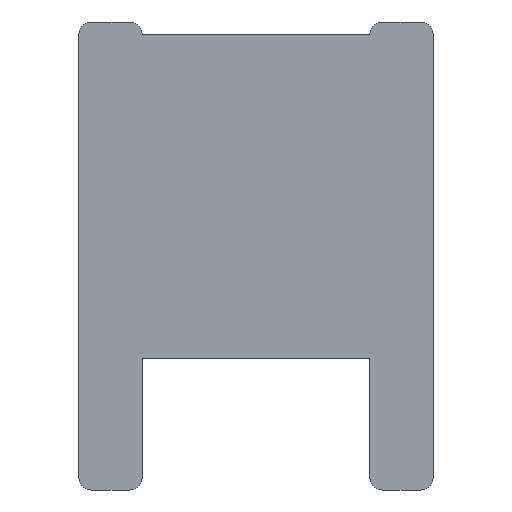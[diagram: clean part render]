
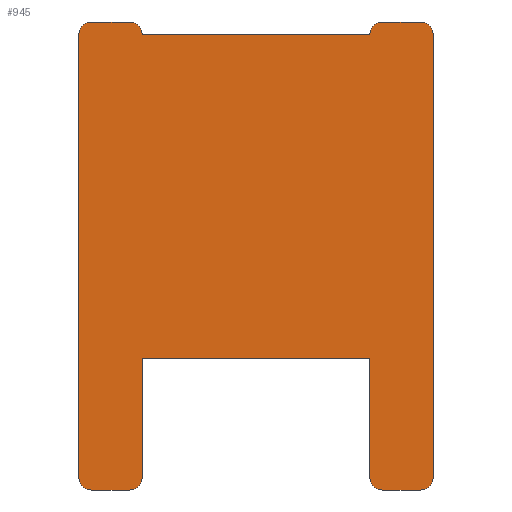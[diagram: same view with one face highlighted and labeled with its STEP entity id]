
A CAD part, front view. The second image highlights one B-rep face of the part: STEP entity #945.
In plain terms, the highlighted planar face has unit normal (0, -1, 0).
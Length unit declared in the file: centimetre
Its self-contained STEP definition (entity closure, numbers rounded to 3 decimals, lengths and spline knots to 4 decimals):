
#90=LINE('',#1380,#130);
#95=LINE('',#1453,#135);
#101=LINE('',#1795,#141);
#103=LINE('',#1915,#143);
#106=LINE('',#1956,#146);
#109=LINE('',#1969,#149);
#112=LINE('',#2002,#152);
#114=LINE('',#2007,#154);
#120=LINE('',#2348,#160);
#121=LINE('',#2442,#161);
#130=VECTOR('',#1139,1.);
#135=VECTOR('',#1160,1.);
#141=VECTOR('',#1208,1.);
#143=VECTOR('',#1214,1.);
#146=VECTOR('',#1229,1.);
#149=VECTOR('',#1242,1.);
#152=VECTOR('',#1251,1.);
#154=VECTOR('',#1257,1.);
#160=VECTOR('',#1305,1.);
#161=VECTOR('',#1308,1.);
#174=PLANE('',#1063);
#241=FACE_OUTER_BOUND('',#308,.T.);
#308=EDGE_LOOP('',(#850,#851,#852,#853,#854,#855,#856,#857,#858,#859,#860,
#861,#862,#863,#864,#865,#866,#867));
#339=CIRCLE('',#1004,0.127);
#345=CIRCLE('',#1012,0.127);
#351=CIRCLE('',#1020,0.127);
#352=CIRCLE('',#1022,0.127);
#361=CIRCLE('',#1043,0.127);
#367=CIRCLE('',#1051,0.127);
#373=CIRCLE('',#1059,0.127);
#374=CIRCLE('',#1061,0.127);
#399=VERTEX_POINT('',#1377);
#400=VERTEX_POINT('',#1379);
#409=VERTEX_POINT('',#1421);
#414=VERTEX_POINT('',#1451);
#416=VERTEX_POINT('',#1456);
#421=VERTEX_POINT('',#1620);
#427=VERTEX_POINT('',#1785);
#428=VERTEX_POINT('',#1786);
#429=VERTEX_POINT('',#1791);
#437=VERTEX_POINT('',#1953);
#438=VERTEX_POINT('',#1955);
#441=VERTEX_POINT('',#1965);
#443=VERTEX_POINT('',#1968);
#448=VERTEX_POINT('',#2006);
#450=VERTEX_POINT('',#2011);
#455=VERTEX_POINT('',#2175);
#461=VERTEX_POINT('',#2340);
#462=VERTEX_POINT('',#2344);
#491=EDGE_CURVE('',#399,#400,#90,.T.);
#508=EDGE_CURVE('',#409,#414,#95,.T.);
#510=EDGE_CURVE('',#416,#414,#339,.T.);
#520=EDGE_CURVE('',#409,#421,#345,.T.);
#531=EDGE_CURVE('',#427,#428,#351,.T.);
#534=EDGE_CURVE('',#400,#429,#352,.T.);
#536=EDGE_CURVE('',#421,#427,#101,.T.);
#542=EDGE_CURVE('',#416,#429,#103,.T.);
#552=EDGE_CURVE('',#438,#437,#106,.T.);
#558=EDGE_CURVE('',#441,#443,#109,.T.);
#565=EDGE_CURVE('',#438,#399,#112,.T.);
#567=EDGE_CURVE('',#448,#428,#114,.T.);
#570=EDGE_CURVE('',#450,#437,#361,.T.);
#580=EDGE_CURVE('',#448,#455,#367,.T.);
#591=EDGE_CURVE('',#461,#441,#373,.T.);
#593=EDGE_CURVE('',#443,#462,#374,.T.);
#595=EDGE_CURVE('',#455,#461,#120,.T.);
#599=EDGE_CURVE('',#450,#462,#121,.T.);
#850=ORIENTED_EDGE('',*,*,#591,.F.);
#851=ORIENTED_EDGE('',*,*,#595,.F.);
#852=ORIENTED_EDGE('',*,*,#580,.F.);
#853=ORIENTED_EDGE('',*,*,#567,.T.);
#854=ORIENTED_EDGE('',*,*,#531,.F.);
#855=ORIENTED_EDGE('',*,*,#536,.F.);
#856=ORIENTED_EDGE('',*,*,#520,.F.);
#857=ORIENTED_EDGE('',*,*,#508,.T.);
#858=ORIENTED_EDGE('',*,*,#510,.F.);
#859=ORIENTED_EDGE('',*,*,#542,.T.);
#860=ORIENTED_EDGE('',*,*,#534,.F.);
#861=ORIENTED_EDGE('',*,*,#491,.F.);
#862=ORIENTED_EDGE('',*,*,#565,.F.);
#863=ORIENTED_EDGE('',*,*,#552,.T.);
#864=ORIENTED_EDGE('',*,*,#570,.F.);
#865=ORIENTED_EDGE('',*,*,#599,.T.);
#866=ORIENTED_EDGE('',*,*,#593,.F.);
#867=ORIENTED_EDGE('',*,*,#558,.F.);
#945=ADVANCED_FACE('',(#241),#174,.T.);
#1004=AXIS2_PLACEMENT_3D('',#1458,#1164,#1165);
#1012=AXIS2_PLACEMENT_3D('',#1621,#1180,#1181);
#1020=AXIS2_PLACEMENT_3D('',#1787,#1197,#1198);
#1022=AXIS2_PLACEMENT_3D('',#1792,#1203,#1204);
#1043=AXIS2_PLACEMENT_3D('',#2013,#1262,#1263);
#1051=AXIS2_PLACEMENT_3D('',#2176,#1278,#1279);
#1059=AXIS2_PLACEMENT_3D('',#2341,#1295,#1296);
#1061=AXIS2_PLACEMENT_3D('',#2345,#1300,#1301);
#1063=AXIS2_PLACEMENT_3D('',#2441,#1306,#1307);
#1139=DIRECTION('',(0.,0.,-1.));
#1160=DIRECTION('',(0.,0.,-1.));
#1164=DIRECTION('center_axis',(0.,1.,0.));
#1165=DIRECTION('ref_axis',(-0.707,0.,-0.707));
#1180=DIRECTION('center_axis',(0.,1.,0.));
#1181=DIRECTION('ref_axis',(-0.707,0.,0.707));
#1197=DIRECTION('center_axis',(0.,1.,0.));
#1198=DIRECTION('ref_axis',(0.707,0.,0.707));
#1203=DIRECTION('center_axis',(0.,1.,0.));
#1204=DIRECTION('ref_axis',(0.707,0.,-0.707));
#1208=DIRECTION('',(1.,0.,0.));
#1214=DIRECTION('',(1.,0.,0.));
#1229=DIRECTION('',(0.,0.,-1.));
#1242=DIRECTION('',(0.,0.,-1.));
#1251=DIRECTION('',(-1.,0.,0.));
#1257=DIRECTION('',(-1.,0.,0.));
#1262=DIRECTION('center_axis',(0.,1.,0.));
#1263=DIRECTION('ref_axis',(-0.707,0.,-0.707));
#1278=DIRECTION('center_axis',(0.,1.,0.));
#1279=DIRECTION('ref_axis',(-0.707,0.,0.707));
#1295=DIRECTION('center_axis',(0.,1.,0.));
#1296=DIRECTION('ref_axis',(0.707,0.,0.707));
#1300=DIRECTION('center_axis',(0.,1.,0.));
#1301=DIRECTION('ref_axis',(0.707,0.,-0.707));
#1305=DIRECTION('',(1.,0.,0.));
#1306=DIRECTION('center_axis',(0.,-1.,0.));
#1307=DIRECTION('ref_axis',(0.,0.,-1.));
#1308=DIRECTION('',(1.,0.,0.));
#1377=CARTESIAN_POINT('',(-1.143,-0.635,-1.217));
#1379=CARTESIAN_POINT('',(-1.143,-0.635,-2.413));
#1380=CARTESIAN_POINT('',(-1.143,-0.635,2.157));
#1421=CARTESIAN_POINT('',(-1.778,-0.635,2.03));
#1451=CARTESIAN_POINT('',(-1.778,-0.635,-2.413));
#1453=CARTESIAN_POINT('',(-1.778,-0.635,2.157));
#1456=CARTESIAN_POINT('',(-1.651,-0.635,-2.54));
#1458=CARTESIAN_POINT('Origin',(-1.651,-0.635,-2.413));
#1620=CARTESIAN_POINT('',(-1.651,-0.635,2.157));
#1621=CARTESIAN_POINT('Origin',(-1.651,-0.635,2.03));
#1785=CARTESIAN_POINT('',(-1.27,-0.635,2.157));
#1786=CARTESIAN_POINT('',(-1.143,-0.635,2.03));
#1787=CARTESIAN_POINT('Origin',(-1.27,-0.635,2.03));
#1791=CARTESIAN_POINT('',(-1.27,-0.635,-2.54));
#1792=CARTESIAN_POINT('Origin',(-1.27,-0.635,-2.413));
#1795=CARTESIAN_POINT('',(-1.778,-0.635,2.157));
#1915=CARTESIAN_POINT('',(-1.778,-0.635,-2.54));
#1953=CARTESIAN_POINT('',(1.143,-0.635,-2.413));
#1955=CARTESIAN_POINT('',(1.143,-0.635,-1.217));
#1956=CARTESIAN_POINT('',(1.143,-0.635,2.157));
#1965=CARTESIAN_POINT('',(1.778,-0.635,2.03));
#1968=CARTESIAN_POINT('',(1.778,-0.635,-2.413));
#1969=CARTESIAN_POINT('',(1.778,-0.635,2.157));
#2002=CARTESIAN_POINT('',(1.778,-0.635,-1.217));
#2006=CARTESIAN_POINT('',(1.143,-0.635,2.03));
#2007=CARTESIAN_POINT('',(1.778,-0.635,2.03));
#2011=CARTESIAN_POINT('',(1.27,-0.635,-2.54));
#2013=CARTESIAN_POINT('Origin',(1.27,-0.635,-2.413));
#2175=CARTESIAN_POINT('',(1.27,-0.635,2.157));
#2176=CARTESIAN_POINT('Origin',(1.27,-0.635,2.03));
#2340=CARTESIAN_POINT('',(1.651,-0.635,2.157));
#2341=CARTESIAN_POINT('Origin',(1.651,-0.635,2.03));
#2344=CARTESIAN_POINT('',(1.651,-0.635,-2.54));
#2345=CARTESIAN_POINT('Origin',(1.651,-0.635,-2.413));
#2348=CARTESIAN_POINT('',(1.143,-0.635,2.157));
#2441=CARTESIAN_POINT('Origin',(1.143,-0.635,2.157));
#2442=CARTESIAN_POINT('',(1.143,-0.635,-2.54));
